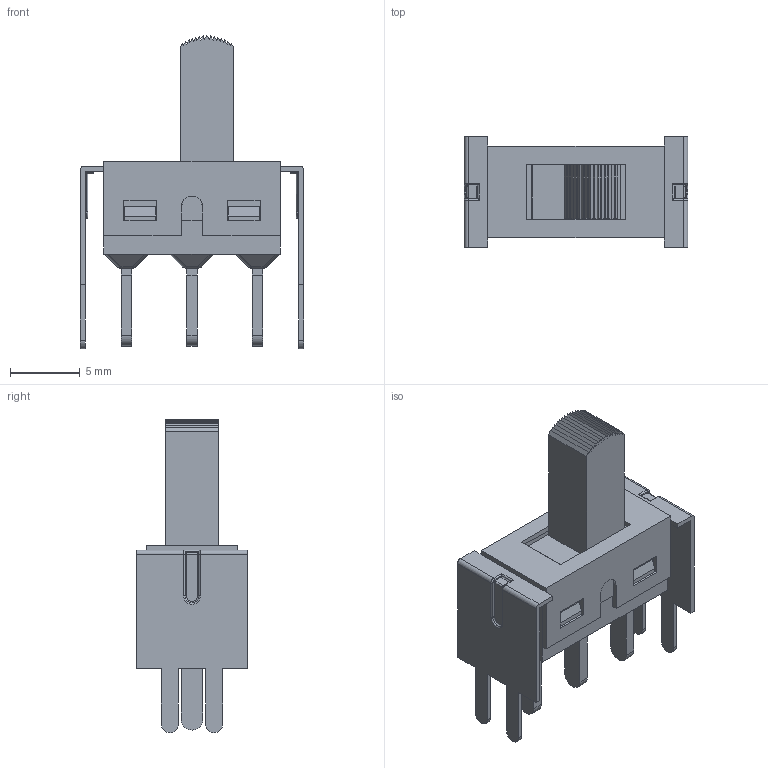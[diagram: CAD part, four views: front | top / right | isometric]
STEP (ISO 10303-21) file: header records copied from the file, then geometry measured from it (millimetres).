
FILE_DESCRIPTION(/* description */ (''),/* implementation_level */ '2;1');
FILE_NAME(/* name */ '500SSPxS3VS2xEA.stp',/* time_stamp */ '2026-01-12T12:22:01-06:00',/* author */ ('jmeyers'),/* organization */ (''),/* preprocessor_version */ 'ST-DEVELOPER v18.1',/* originating_system */ 'Autodesk Inventor 2022',/* authorisation */ '');
FILE_SCHEMA (('AUTOMOTIVE_DESIGN { 1 0 10303 214 3 1 1 }'));
Length unit declared in the file: inch
Products named in the file (1): Part11
Bounding box: 16.11 x 8 x 22.54 mm (x, y, z)
Volume: 512.9 mm3; surface area: 1435.9 mm2
Topology: 1 solids, 1 shells, 336 faces, 887 edges, 542 vertices
Faces by surface type: plane 229, cylinder 80, sphere 12, torus 11, bspline 4
Entity records: 10250 total; most frequent: CARTESIAN_POINT 1898, ORIENTED_EDGE 1750, DIRECTION 1693, EDGE_CURVE 875, LINE 707, VECTOR 707, VERTEX_POINT 542, AXIS2_PLACEMENT_3D 493
